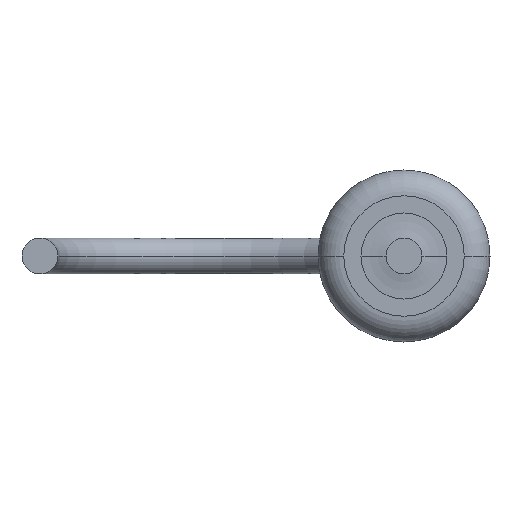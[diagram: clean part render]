
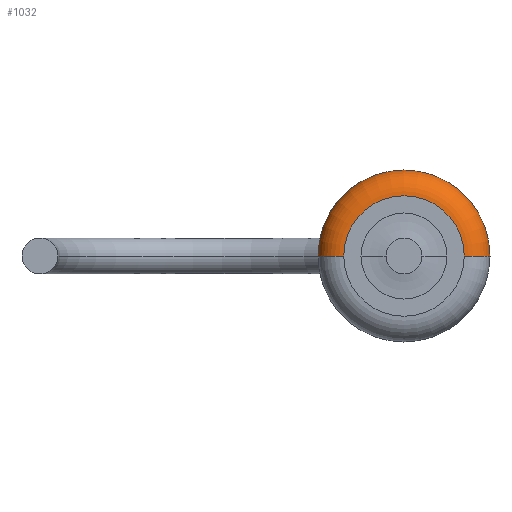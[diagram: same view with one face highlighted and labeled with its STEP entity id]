
A CAD part, front view. The second image highlights one B-rep face of the part: STEP entity #1032.
In plain terms, the highlighted toroidal (fillet/blend) face has major radius 0.84 mm and minor radius 0.36 mm.
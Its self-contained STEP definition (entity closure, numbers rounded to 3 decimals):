
#44 = VERTEX_POINT ( 'NONE', #686 ) ;
#74 = DIRECTION ( 'NONE',  ( 1., 0., 0. ) ) ;
#91 = CARTESIAN_POINT ( 'NONE',  ( 0.84, -2.64, 0. ) ) ;
#122 = DIRECTION ( 'NONE',  ( -1., 0., 0. ) ) ;
#154 = AXIS2_PLACEMENT_3D ( 'NONE', #412, #1784, #122 ) ;
#242 = DIRECTION ( 'NONE',  ( 0., 1., 0. ) ) ;
#285 = VERTEX_POINT ( 'NONE', #1532 ) ;
#339 = ORIENTED_EDGE ( 'NONE', *, *, #1307, .F. ) ;
#354 = DIRECTION ( 'NONE',  ( 0., 0., -1. ) ) ;
#357 = DIRECTION ( 'NONE',  ( 0., 0., 1. ) ) ;
#376 = VERTEX_POINT ( 'NONE', #1764 ) ;
#412 = CARTESIAN_POINT ( 'NONE',  ( 0., -2.64, 0. ) ) ;
#482 = CIRCLE ( 'NONE', #154, 1.2 ) ;
#603 = ORIENTED_EDGE ( 'NONE', *, *, #1584, .F. ) ;
#605 = FACE_OUTER_BOUND ( 'NONE', #1086, .T. ) ;
#667 = AXIS2_PLACEMENT_3D ( 'NONE', #760, #1362, #1372 ) ;
#669 = VERTEX_POINT ( 'NONE', #872 ) ;
#686 = CARTESIAN_POINT ( 'NONE',  ( -1.2, -2.64, 0. ) ) ;
#692 = CIRCLE ( 'NONE', #909, 0.36 ) ;
#746 = CIRCLE ( 'NONE', #1347, 0.36 ) ;
#760 = CARTESIAN_POINT ( 'NONE',  ( 0., -3., 0. ) ) ;
#872 = CARTESIAN_POINT ( 'NONE',  ( -0.84, -3., 0. ) ) ;
#909 = AXIS2_PLACEMENT_3D ( 'NONE', #1679, #354, #1381 ) ;
#944 = DIRECTION ( 'NONE',  ( -1., 0., 0. ) ) ;
#1032 = ADVANCED_FACE ( 'NONE', ( #605 ), #1196, .T. ) ;
#1086 = EDGE_LOOP ( 'NONE', ( #1729, #1329, #339, #603 ) ) ;
#1195 = EDGE_CURVE ( 'NONE', #285, #376, #746, .T. ) ;
#1196 = TOROIDAL_SURFACE ( 'NONE', #1345, 0.84, 0.36 ) ;
#1307 = EDGE_CURVE ( 'NONE', #44, #376, #482, .T. ) ;
#1329 = ORIENTED_EDGE ( 'NONE', *, *, #1195, .T. ) ;
#1345 = AXIS2_PLACEMENT_3D ( 'NONE', #1856, #242, #944 ) ;
#1347 = AXIS2_PLACEMENT_3D ( 'NONE', #91, #357, #74 ) ;
#1362 = DIRECTION ( 'NONE',  ( 0., -1., 0. ) ) ;
#1372 = DIRECTION ( 'NONE',  ( -1., 0., 0. ) ) ;
#1381 = DIRECTION ( 'NONE',  ( -1., 0., 0. ) ) ;
#1409 = EDGE_CURVE ( 'NONE', #285, #669, #1438, .T. ) ;
#1438 = CIRCLE ( 'NONE', #667, 0.84 ) ;
#1532 = CARTESIAN_POINT ( 'NONE',  ( 0.84, -3., 0. ) ) ;
#1584 = EDGE_CURVE ( 'NONE', #669, #44, #692, .T. ) ;
#1679 = CARTESIAN_POINT ( 'NONE',  ( -0.84, -2.64, 0. ) ) ;
#1729 = ORIENTED_EDGE ( 'NONE', *, *, #1409, .F. ) ;
#1764 = CARTESIAN_POINT ( 'NONE',  ( 1.2, -2.64, 0. ) ) ;
#1784 = DIRECTION ( 'NONE',  ( 0., 1., 0. ) ) ;
#1856 = CARTESIAN_POINT ( 'NONE',  ( 0., -2.64, 0. ) ) ;
